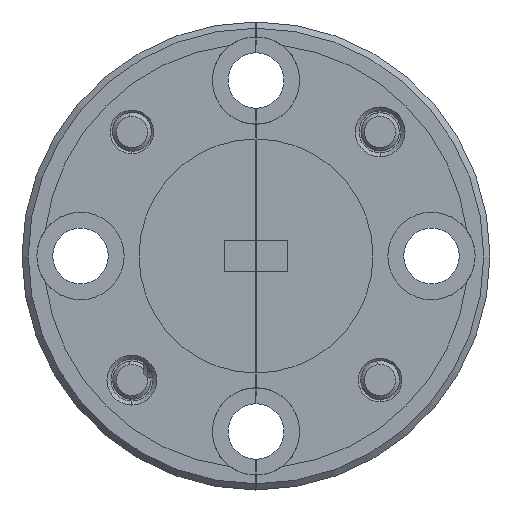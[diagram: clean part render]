
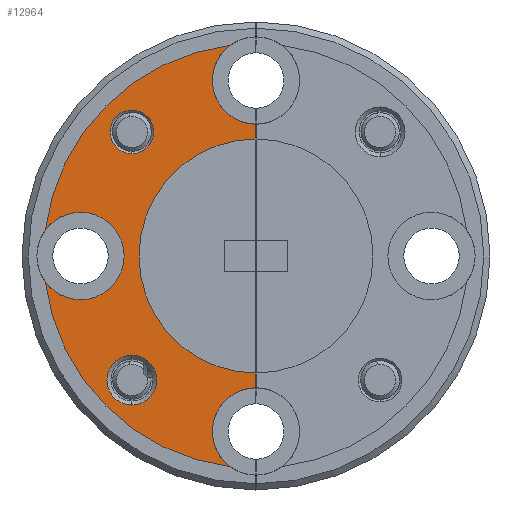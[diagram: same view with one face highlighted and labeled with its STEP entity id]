
A CAD part, left-side view. The second image highlights one B-rep face of the part: STEP entity #12964.
In plain terms, the highlighted planar face has unit normal (-1, 0, 0).
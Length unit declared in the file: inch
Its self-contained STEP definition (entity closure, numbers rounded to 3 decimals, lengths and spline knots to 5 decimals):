
#25 = DIRECTION ( 'NONE',  ( 0., 0., 1. ) ) ;
#211 = DIRECTION ( 'NONE',  ( -1., 0., 0. ) ) ;
#240 = EDGE_CURVE ( 'NONE', #16585, #23204, #25127, .T. ) ;
#339 = DIRECTION ( 'NONE',  ( 0., 0., 1. ) ) ;
#714 = CARTESIAN_POINT ( 'NONE',  ( 0.27253, 0.28892, 1.00537 ) ) ;
#748 = CIRCLE ( 'NONE', #22513, 0.04 ) ;
#833 = AXIS2_PLACEMENT_3D ( 'NONE', #10797, #12571, #2026 ) ;
#1017 = EDGE_CURVE ( 'NONE', #20893, #8437, #25405, .T. ) ;
#1507 = VERTEX_POINT ( 'NONE', #26877 ) ;
#1607 = ORIENTED_EDGE ( 'NONE', *, *, #13237, .F. ) ;
#1781 = VERTEX_POINT ( 'NONE', #11585 ) ;
#2026 = DIRECTION ( 'NONE',  ( 0., 0., 1. ) ) ;
#2192 = DIRECTION ( 'NONE',  ( 0., 0., 1. ) ) ;
#2228 = CARTESIAN_POINT ( 'NONE',  ( 0.27253, 0.28892, 0.81787 ) ) ;
#2839 = CIRCLE ( 'NONE', #16307, 0.07 ) ;
#2970 = CARTESIAN_POINT ( 'NONE',  ( 0.27253, 0.28892, 0.81787 ) ) ;
#2991 = CARTESIAN_POINT ( 'NONE',  ( 0.27253, 0.28892, 1.02912 ) ) ;
#3142 = ORIENTED_EDGE ( 'NONE', *, *, #20701, .F. ) ;
#3303 = VERTEX_POINT ( 'NONE', #7415 ) ;
#3609 = VECTOR ( 'NONE', #19992, 39.37008 ) ;
#3674 = EDGE_CURVE ( 'NONE', #7761, #23204, #22503, .T. ) ;
#3859 = DIRECTION ( 'NONE',  ( -1., 0., 0. ) ) ;
#4171 = CARTESIAN_POINT ( 'NONE',  ( 0.27253, 0.28892, 0.81787 ) ) ;
#4478 = AXIS2_PLACEMENT_3D ( 'NONE', #26784, #12024, #27069 ) ;
#4573 = AXIS2_PLACEMENT_3D ( 'NONE', #6794, #15383, #17905 ) ;
#4621 = CARTESIAN_POINT ( 'NONE',  ( 0.27253, 0.28892, 1.09912 ) ) ;
#4631 = CIRCLE ( 'NONE', #12417, 0.035 ) ;
#5254 = EDGE_CURVE ( 'NONE', #1781, #6401, #23499, .T. ) ;
#5283 = LINE ( 'NONE', #2970, #3609 ) ;
#6401 = VERTEX_POINT ( 'NONE', #20133 ) ;
#6794 = CARTESIAN_POINT ( 'NONE',  ( 0.27253, 0.28892, 0.81787 ) ) ;
#6865 = VERTEX_POINT ( 'NONE', #2991 ) ;
#7061 = EDGE_CURVE ( 'NONE', #7761, #18086, #24797, .T. ) ;
#7379 = EDGE_CURVE ( 'NONE', #14692, #6865, #10378, .T. ) ;
#7415 = CARTESIAN_POINT ( 'NONE',  ( 0.27253, 0.28892, 0.63037 ) ) ;
#7611 = CARTESIAN_POINT ( 'NONE',  ( 0.27253, 0.28892, 0.60662 ) ) ;
#7696 = CIRCLE ( 'NONE', #4478, 0.07 ) ;
#7704 = ORIENTED_EDGE ( 'NONE', *, *, #15624, .F. ) ;
#7761 = VERTEX_POINT ( 'NONE', #16489 ) ;
#8437 = VERTEX_POINT ( 'NONE', #16236 ) ;
#9152 = EDGE_LOOP ( 'NONE', ( #21727, #19767, #7704, #1607, #16497, #20393, #13347, #26870, #19004, #11388 ) ) ;
#9319 = VERTEX_POINT ( 'NONE', #15387 ) ;
#9384 = FACE_OUTER_BOUND ( 'NONE', #9152, .T. ) ;
#9797 = AXIS2_PLACEMENT_3D ( 'NONE', #21373, #211, #21562 ) ;
#10169 = AXIS2_PLACEMENT_3D ( 'NONE', #12716, #12608, #21144 ) ;
#10229 = CARTESIAN_POINT ( 'NONE',  ( 0.27253, 0.57017, 0.74787 ) ) ;
#10378 = LINE ( 'NONE', #25631, #14080 ) ;
#10797 = CARTESIAN_POINT ( 'NONE',  ( 0.27253, 0.4878, 1.01674 ) ) ;
#10879 = DIRECTION ( 'NONE',  ( -1., 0., 0. ) ) ;
#11388 = ORIENTED_EDGE ( 'NONE', *, *, #7379, .T. ) ;
#11585 = CARTESIAN_POINT ( 'NONE',  ( 0.27253, 0.4878, 1.05174 ) ) ;
#12024 = DIRECTION ( 'NONE',  ( -1., 0., 0. ) ) ;
#12231 = DIRECTION ( 'NONE',  ( 0., 0., 1. ) ) ;
#12417 = AXIS2_PLACEMENT_3D ( 'NONE', #15762, #22220, #15945 ) ;
#12571 = DIRECTION ( 'NONE',  ( -1., 0., 0. ) ) ;
#12608 = DIRECTION ( 'NONE',  ( -1., 0., 0. ) ) ;
#12716 = CARTESIAN_POINT ( 'NONE',  ( 0.27253, 0.57017, 0.81787 ) ) ;
#12745 = AXIS2_PLACEMENT_3D ( 'NONE', #16179, #22918, #12231 ) ;
#12871 = ORIENTED_EDGE ( 'NONE', *, *, #5254, .F. ) ;
#12961 = DIRECTION ( 'NONE',  ( -1., 0., 0. ) ) ;
#12964 = ADVANCED_FACE ( 'NONE', ( #17383, #15738, #9384 ), #17553, .T. ) ;
#13031 = DIRECTION ( 'NONE',  ( 0., 0., 1. ) ) ;
#13032 = DIRECTION ( 'NONE',  ( -1., 0., 0. ) ) ;
#13237 = EDGE_CURVE ( 'NONE', #18086, #1507, #7696, .T. ) ;
#13347 = ORIENTED_EDGE ( 'NONE', *, *, #240, .F. ) ;
#14080 = VECTOR ( 'NONE', #17051, 39.37008 ) ;
#14276 = EDGE_LOOP ( 'NONE', ( #12871, #3142 ) ) ;
#14692 = VERTEX_POINT ( 'NONE', #714 ) ;
#14728 = EDGE_CURVE ( 'NONE', #16585, #3303, #5283, .T. ) ;
#15383 = DIRECTION ( 'NONE',  ( -1., 0., 0. ) ) ;
#15387 = CARTESIAN_POINT ( 'NONE',  ( 0.27253, 0.62635, 0.85963 ) ) ;
#15624 = EDGE_CURVE ( 'NONE', #1507, #9319, #24705, .T. ) ;
#15738 = FACE_BOUND ( 'NONE', #14276, .T. ) ;
#15762 = CARTESIAN_POINT ( 'NONE',  ( 0.27253, 0.4878, 1.01674 ) ) ;
#15945 = DIRECTION ( 'NONE',  ( 0., 0., 1. ) ) ;
#16179 = CARTESIAN_POINT ( 'NONE',  ( 0.27253, 0.4878, 0.61899 ) ) ;
#16203 = EDGE_CURVE ( 'NONE', #21672, #9319, #26487, .T. ) ;
#16236 = CARTESIAN_POINT ( 'NONE',  ( 0.27253, 0.4878, 0.65899 ) ) ;
#16307 = AXIS2_PLACEMENT_3D ( 'NONE', #4621, #10879, #13031 ) ;
#16489 = CARTESIAN_POINT ( 'NONE',  ( 0.27253, 0.62635, 0.7761 ) ) ;
#16497 = ORIENTED_EDGE ( 'NONE', *, *, #7061, .F. ) ;
#16585 = VERTEX_POINT ( 'NONE', #7611 ) ;
#17051 = DIRECTION ( 'NONE',  ( 0., 0., 1. ) ) ;
#17383 = FACE_BOUND ( 'NONE', #26019, .T. ) ;
#17553 = PLANE ( 'NONE',  #20488 ) ;
#17744 = CARTESIAN_POINT ( 'NONE',  ( 0.27253, 0.33069, 1.15529 ) ) ;
#17905 = DIRECTION ( 'NONE',  ( 0., 0., 1. ) ) ;
#18086 = VERTEX_POINT ( 'NONE', #10229 ) ;
#18268 = CARTESIAN_POINT ( 'NONE',  ( 0.27253, 0.33069, 0.48044 ) ) ;
#18805 = DIRECTION ( 'NONE',  ( 0., 0., 1. ) ) ;
#18909 = CARTESIAN_POINT ( 'NONE',  ( 0.27253, 0.4878, 0.57899 ) ) ;
#19004 = ORIENTED_EDGE ( 'NONE', *, *, #19991, .F. ) ;
#19767 = ORIENTED_EDGE ( 'NONE', *, *, #16203, .T. ) ;
#19991 = EDGE_CURVE ( 'NONE', #14692, #3303, #23380, .T. ) ;
#19992 = DIRECTION ( 'NONE',  ( 0., 0., 1. ) ) ;
#20068 = AXIS2_PLACEMENT_3D ( 'NONE', #4171, #13032, #2192 ) ;
#20133 = CARTESIAN_POINT ( 'NONE',  ( 0.27253, 0.4878, 0.98174 ) ) ;
#20393 = ORIENTED_EDGE ( 'NONE', *, *, #3674, .T. ) ;
#20488 = AXIS2_PLACEMENT_3D ( 'NONE', #2228, #12961, #339 ) ;
#20701 = EDGE_CURVE ( 'NONE', #6401, #1781, #4631, .T. ) ;
#20864 = AXIS2_PLACEMENT_3D ( 'NONE', #21098, #23462, #25 ) ;
#20868 = CARTESIAN_POINT ( 'NONE',  ( 0.27253, 0.28892, 0.53662 ) ) ;
#20893 = VERTEX_POINT ( 'NONE', #18909 ) ;
#21098 = CARTESIAN_POINT ( 'NONE',  ( 0.27253, 0.28892, 0.81787 ) ) ;
#21144 = DIRECTION ( 'NONE',  ( 0., 0., 1. ) ) ;
#21373 = CARTESIAN_POINT ( 'NONE',  ( 0.27253, 0.57017, 0.81787 ) ) ;
#21562 = DIRECTION ( 'NONE',  ( 0., 0., 1. ) ) ;
#21672 = VERTEX_POINT ( 'NONE', #17744 ) ;
#21727 = ORIENTED_EDGE ( 'NONE', *, *, #26746, .F. ) ;
#22220 = DIRECTION ( 'NONE',  ( -1., 0., 0. ) ) ;
#22323 = ORIENTED_EDGE ( 'NONE', *, *, #1017, .F. ) ;
#22503 = CIRCLE ( 'NONE', #20864, 0.34 ) ;
#22513 = AXIS2_PLACEMENT_3D ( 'NONE', #27470, #3859, #18805 ) ;
#22850 = DIRECTION ( 'NONE',  ( 0., 0., 1. ) ) ;
#22918 = DIRECTION ( 'NONE',  ( -1., 0., 0. ) ) ;
#23034 = DIRECTION ( 'NONE',  ( -1., 0., 0. ) ) ;
#23204 = VERTEX_POINT ( 'NONE', #18268 ) ;
#23278 = EDGE_CURVE ( 'NONE', #8437, #20893, #748, .T. ) ;
#23380 = CIRCLE ( 'NONE', #4573, 0.1875 ) ;
#23462 = DIRECTION ( 'NONE',  ( -1., 0., 0. ) ) ;
#23499 = CIRCLE ( 'NONE', #833, 0.035 ) ;
#24505 = ORIENTED_EDGE ( 'NONE', *, *, #23278, .F. ) ;
#24705 = CIRCLE ( 'NONE', #10169, 0.07 ) ;
#24797 = CIRCLE ( 'NONE', #9797, 0.07 ) ;
#25127 = CIRCLE ( 'NONE', #26661, 0.07 ) ;
#25405 = CIRCLE ( 'NONE', #12745, 0.04 ) ;
#25631 = CARTESIAN_POINT ( 'NONE',  ( 0.27253, 0.28892, 0.81787 ) ) ;
#26019 = EDGE_LOOP ( 'NONE', ( #24505, #22323 ) ) ;
#26487 = CIRCLE ( 'NONE', #20068, 0.34 ) ;
#26661 = AXIS2_PLACEMENT_3D ( 'NONE', #20868, #23034, #22850 ) ;
#26746 = EDGE_CURVE ( 'NONE', #21672, #6865, #2839, .T. ) ;
#26784 = CARTESIAN_POINT ( 'NONE',  ( 0.27253, 0.57017, 0.81787 ) ) ;
#26870 = ORIENTED_EDGE ( 'NONE', *, *, #14728, .T. ) ;
#26877 = CARTESIAN_POINT ( 'NONE',  ( 0.27253, 0.57017, 0.88787 ) ) ;
#27069 = DIRECTION ( 'NONE',  ( 0., 0., 1. ) ) ;
#27470 = CARTESIAN_POINT ( 'NONE',  ( 0.27253, 0.4878, 0.61899 ) ) ;
